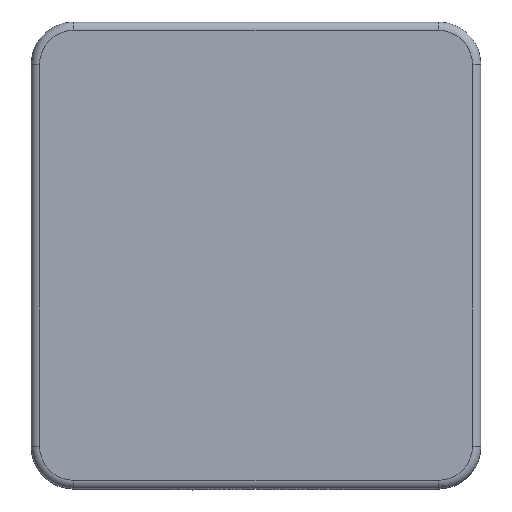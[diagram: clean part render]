
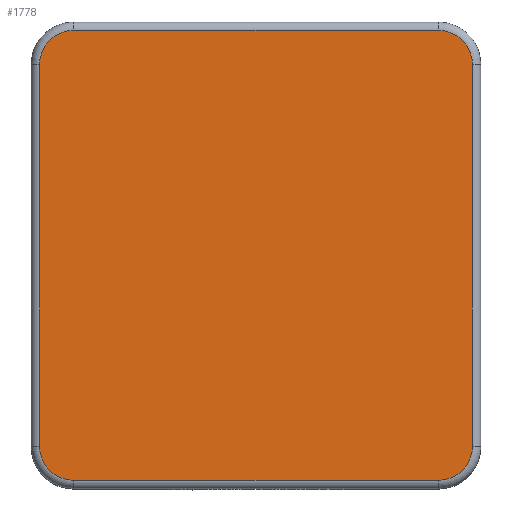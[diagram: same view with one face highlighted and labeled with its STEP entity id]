
A CAD part, top view. The second image highlights one B-rep face of the part: STEP entity #1778.
In plain terms, the highlighted planar face has unit normal (0, 0, 1).
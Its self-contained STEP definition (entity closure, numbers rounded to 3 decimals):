
#1778=ADVANCED_FACE('',(#1779),#1849,.T.);
#1779=FACE_BOUND('',#1780,.T.);
#1780=EDGE_LOOP('',(#1781,#1791,#1800,#1808,#1817,#1825,#1834,#1842));
#1781=ORIENTED_EDGE('',*,*,#1782,.T.);
#1782=EDGE_CURVE('',#1783,#1785,#1787,.T.);
#1783=VERTEX_POINT('',#1784);
#1784=CARTESIAN_POINT('',(-2.55,2.255,2.9));
#1785=VERTEX_POINT('',#1786);
#1786=CARTESIAN_POINT('',(-2.55,-2.245,2.9));
#1787=LINE('',#1788,#1789);
#1788=CARTESIAN_POINT('',(-2.55,-2.245,2.9));
#1789=VECTOR('',#1790,1.0);
#1790=DIRECTION('',(0.,-1.0,0.0));
#1791=ORIENTED_EDGE('',*,*,#1792,.T.);
#1792=EDGE_CURVE('',#1785,#1793,#1795,.T.);
#1793=VERTEX_POINT('',#1794);
#1794=CARTESIAN_POINT('',(-2.15,-2.645,2.9));
#1795=CIRCLE('',#1796,0.4);
#1796=AXIS2_PLACEMENT_3D('',#1797,#1798,#1799);
#1797=CARTESIAN_POINT('',(-2.15,-2.245,2.9));
#1798=DIRECTION('',(0.0,0.0,1.0));
#1799=DIRECTION('',(0.,1.0,0.0));
#1800=ORIENTED_EDGE('',*,*,#1801,.T.);
#1801=EDGE_CURVE('',#1793,#1802,#1804,.T.);
#1802=VERTEX_POINT('',#1803);
#1803=CARTESIAN_POINT('',(2.15,-2.645,2.9));
#1804=LINE('',#1805,#1806);
#1805=CARTESIAN_POINT('',(2.15,-2.645,2.9));
#1806=VECTOR('',#1807,1.0);
#1807=DIRECTION('',(1.0,0.,0.0));
#1808=ORIENTED_EDGE('',*,*,#1809,.T.);
#1809=EDGE_CURVE('',#1802,#1810,#1812,.T.);
#1810=VERTEX_POINT('',#1811);
#1811=CARTESIAN_POINT('',(2.55,-2.245,2.9));
#1812=CIRCLE('',#1813,0.4);
#1813=AXIS2_PLACEMENT_3D('',#1814,#1815,#1816);
#1814=CARTESIAN_POINT('',(2.15,-2.245,2.9));
#1815=DIRECTION('',(0.0,0.0,1.0));
#1816=DIRECTION('',(0.,1.0,0.0));
#1817=ORIENTED_EDGE('',*,*,#1818,.T.);
#1818=EDGE_CURVE('',#1810,#1819,#1821,.T.);
#1819=VERTEX_POINT('',#1820);
#1820=CARTESIAN_POINT('',(2.55,2.255,2.9));
#1821=LINE('',#1822,#1823);
#1822=CARTESIAN_POINT('',(2.55,2.255,2.9));
#1823=VECTOR('',#1824,1.0);
#1824=DIRECTION('',(0.,1.0,0.0));
#1825=ORIENTED_EDGE('',*,*,#1826,.T.);
#1826=EDGE_CURVE('',#1819,#1827,#1829,.T.);
#1827=VERTEX_POINT('',#1828);
#1828=CARTESIAN_POINT('',(2.15,2.655,2.9));
#1829=CIRCLE('',#1830,0.4);
#1830=AXIS2_PLACEMENT_3D('',#1831,#1832,#1833);
#1831=CARTESIAN_POINT('',(2.15,2.255,2.9));
#1832=DIRECTION('',(0.0,0.0,1.0));
#1833=DIRECTION('',(0.,1.0,0.0));
#1834=ORIENTED_EDGE('',*,*,#1835,.T.);
#1835=EDGE_CURVE('',#1827,#1836,#1838,.T.);
#1836=VERTEX_POINT('',#1837);
#1837=CARTESIAN_POINT('',(-2.15,2.655,2.9));
#1838=LINE('',#1839,#1840);
#1839=CARTESIAN_POINT('',(-2.15,2.655,2.9));
#1840=VECTOR('',#1841,1.0);
#1841=DIRECTION('',(-1.0,0.,0.0));
#1842=ORIENTED_EDGE('',*,*,#1843,.T.);
#1843=EDGE_CURVE('',#1836,#1783,#1844,.T.);
#1844=CIRCLE('',#1845,0.4);
#1845=AXIS2_PLACEMENT_3D('',#1846,#1847,#1848);
#1846=CARTESIAN_POINT('',(-2.15,2.255,2.9));
#1847=DIRECTION('',(0.0,0.0,1.0));
#1848=DIRECTION('',(0.,1.0,0.0));
#1849=PLANE('',#1850);
#1850=AXIS2_PLACEMENT_3D('',#1851,#1852,#1853);
#1851=CARTESIAN_POINT('',(0.0,0.005,2.9));
#1852=DIRECTION('',(0.0,0.0,1.0));
#1853=DIRECTION('',(0.,1.0,0.0));
